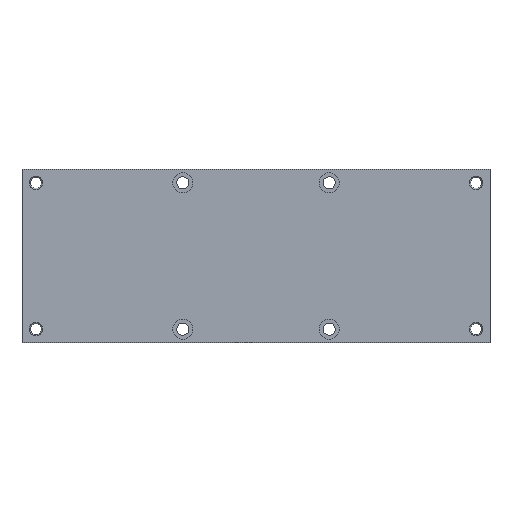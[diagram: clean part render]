
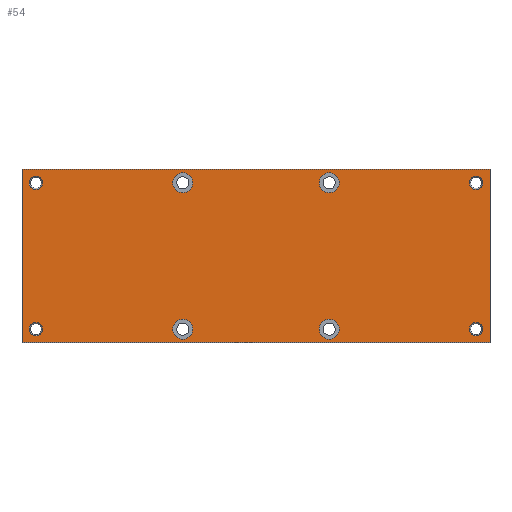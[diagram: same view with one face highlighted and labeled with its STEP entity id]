
A CAD part, top view. The second image highlights one B-rep face of the part: STEP entity #54.
In plain terms, the highlighted planar face has unit normal (0, 0, 1).
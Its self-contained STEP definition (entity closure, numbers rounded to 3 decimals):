
#54 = ADVANCED_FACE( '', ( #131, #132, #133, #134, #135, #136, #137, #138, #139 ), #140, .F. );
#131 = FACE_BOUND( '', #268, .T. );
#132 = FACE_BOUND( '', #269, .T. );
#133 = FACE_BOUND( '', #270, .T. );
#134 = FACE_BOUND( '', #271, .T. );
#135 = FACE_BOUND( '', #272, .T. );
#136 = FACE_BOUND( '', #273, .T. );
#137 = FACE_BOUND( '', #274, .T. );
#138 = FACE_BOUND( '', #275, .T. );
#139 = FACE_OUTER_BOUND( '', #276, .T. );
#140 = PLANE( '', #277 );
#268 = EDGE_LOOP( '', ( #399 ) );
#269 = EDGE_LOOP( '', ( #400 ) );
#270 = EDGE_LOOP( '', ( #401 ) );
#271 = EDGE_LOOP( '', ( #402 ) );
#272 = EDGE_LOOP( '', ( #403 ) );
#273 = EDGE_LOOP( '', ( #404 ) );
#274 = EDGE_LOOP( '', ( #405 ) );
#275 = EDGE_LOOP( '', ( #406 ) );
#276 = EDGE_LOOP( '', ( #407, #408, #409, #410 ) );
#277 = AXIS2_PLACEMENT_3D( '', #411, #412, #413 );
#399 = ORIENTED_EDGE( '', *, *, #607, .T. );
#400 = ORIENTED_EDGE( '', *, *, #608, .F. );
#401 = ORIENTED_EDGE( '', *, *, #609, .F. );
#402 = ORIENTED_EDGE( '', *, *, #610, .T. );
#403 = ORIENTED_EDGE( '', *, *, #611, .T. );
#404 = ORIENTED_EDGE( '', *, *, #612, .F. );
#405 = ORIENTED_EDGE( '', *, *, #613, .F. );
#406 = ORIENTED_EDGE( '', *, *, #614, .T. );
#407 = ORIENTED_EDGE( '', *, *, #615, .F. );
#408 = ORIENTED_EDGE( '', *, *, #616, .F. );
#409 = ORIENTED_EDGE( '', *, *, #617, .F. );
#410 = ORIENTED_EDGE( '', *, *, #618, .F. );
#411 = CARTESIAN_POINT( '', ( -211., 78., 15.5 ) );
#412 = DIRECTION( '', ( 0., 0., -1. ) );
#413 = DIRECTION( '', ( 0., 1., 0. ) );
#607 = EDGE_CURVE( '', #681, #681, #682, .T. );
#608 = EDGE_CURVE( '', #683, #683, #684, .T. );
#609 = EDGE_CURVE( '', #685, #685, #686, .T. );
#610 = EDGE_CURVE( '', #687, #687, #688, .T. );
#611 = EDGE_CURVE( '', #689, #689, #690, .T. );
#612 = EDGE_CURVE( '', #691, #691, #692, .T. );
#613 = EDGE_CURVE( '', #693, #693, #694, .T. );
#614 = EDGE_CURVE( '', #695, #695, #696, .T. );
#615 = EDGE_CURVE( '', #697, #698, #699, .T. );
#616 = EDGE_CURVE( '', #700, #697, #701, .T. );
#617 = EDGE_CURVE( '', #702, #700, #703, .T. );
#618 = EDGE_CURVE( '', #698, #702, #704, .T. );
#681 = VERTEX_POINT( '', #795 );
#682 = CIRCLE( '', #796, 9. );
#683 = VERTEX_POINT( '', #797 );
#684 = CIRCLE( '', #798, 9. );
#685 = VERTEX_POINT( '', #799 );
#686 = CIRCLE( '', #800, 9. );
#687 = VERTEX_POINT( '', #801 );
#688 = CIRCLE( '', #802, 9. );
#689 = VERTEX_POINT( '', #803 );
#690 = CIRCLE( '', #804, 6. );
#691 = VERTEX_POINT( '', #805 );
#692 = CIRCLE( '', #806, 6. );
#693 = VERTEX_POINT( '', #807 );
#694 = CIRCLE( '', #808, 6. );
#695 = VERTEX_POINT( '', #809 );
#696 = CIRCLE( '', #810, 6. );
#697 = VERTEX_POINT( '', #811 );
#698 = VERTEX_POINT( '', #812 );
#699 = LINE( '', #813, #814 );
#700 = VERTEX_POINT( '', #815 );
#701 = LINE( '', #816, #817 );
#702 = VERTEX_POINT( '', #818 );
#703 = LINE( '', #819, #820 );
#704 = LINE( '', #821, #822 );
#795 = CARTESIAN_POINT( '', ( -75., -66., 15.5 ) );
#796 = AXIS2_PLACEMENT_3D( '', #920, #921, #922 );
#797 = CARTESIAN_POINT( '', ( 75., -66., 15.5 ) );
#798 = AXIS2_PLACEMENT_3D( '', #923, #924, #925 );
#799 = CARTESIAN_POINT( '', ( -75., 66., 15.5 ) );
#800 = AXIS2_PLACEMENT_3D( '', #926, #927, #928 );
#801 = CARTESIAN_POINT( '', ( 75., 66., 15.5 ) );
#802 = AXIS2_PLACEMENT_3D( '', #929, #930, #931 );
#803 = CARTESIAN_POINT( '', ( -204.5, -66., 15.5 ) );
#804 = AXIS2_PLACEMENT_3D( '', #932, #933, #934 );
#805 = CARTESIAN_POINT( '', ( 204.5, -66., 15.5 ) );
#806 = AXIS2_PLACEMENT_3D( '', #935, #936, #937 );
#807 = CARTESIAN_POINT( '', ( -204.5, 66., 15.5 ) );
#808 = AXIS2_PLACEMENT_3D( '', #938, #939, #940 );
#809 = CARTESIAN_POINT( '', ( 204.5, 66., 15.5 ) );
#810 = AXIS2_PLACEMENT_3D( '', #941, #942, #943 );
#811 = CARTESIAN_POINT( '', ( -211., -78., 15.5 ) );
#812 = CARTESIAN_POINT( '', ( -211., 78., 15.5 ) );
#813 = CARTESIAN_POINT( '', ( -211., -78., 15.5 ) );
#814 = VECTOR( '', #944, 1000. );
#815 = CARTESIAN_POINT( '', ( 211., -78., 15.5 ) );
#816 = CARTESIAN_POINT( '', ( 211., -78., 15.5 ) );
#817 = VECTOR( '', #945, 1000. );
#818 = CARTESIAN_POINT( '', ( 211., 78., 15.5 ) );
#819 = CARTESIAN_POINT( '', ( 211., 78., 15.5 ) );
#820 = VECTOR( '', #946, 1000. );
#821 = CARTESIAN_POINT( '', ( -211., 78., 15.5 ) );
#822 = VECTOR( '', #947, 1000. );
#920 = CARTESIAN_POINT( '', ( -66., -66., 15.5 ) );
#921 = DIRECTION( '', ( 0., 0., -1. ) );
#922 = DIRECTION( '', ( -1., 0., 0. ) );
#923 = CARTESIAN_POINT( '', ( 66., -66., 15.5 ) );
#924 = DIRECTION( '', ( 0., 0., 1. ) );
#925 = DIRECTION( '', ( 1., 0., 0. ) );
#926 = CARTESIAN_POINT( '', ( -66., 66., 15.5 ) );
#927 = DIRECTION( '', ( 0., 0., 1. ) );
#928 = DIRECTION( '', ( -1., 0., 0. ) );
#929 = CARTESIAN_POINT( '', ( 66., 66., 15.5 ) );
#930 = DIRECTION( '', ( 0., 0., -1. ) );
#931 = DIRECTION( '', ( 1., 0., 0. ) );
#932 = CARTESIAN_POINT( '', ( -198.5, -66., 15.5 ) );
#933 = DIRECTION( '', ( 0., 0., -1. ) );
#934 = DIRECTION( '', ( -1., 0., 0. ) );
#935 = CARTESIAN_POINT( '', ( 198.5, -66., 15.5 ) );
#936 = DIRECTION( '', ( 0., 0., 1. ) );
#937 = DIRECTION( '', ( 1., 0., 0. ) );
#938 = CARTESIAN_POINT( '', ( -198.5, 66., 15.5 ) );
#939 = DIRECTION( '', ( 0., 0., 1. ) );
#940 = DIRECTION( '', ( -1., 0., 0. ) );
#941 = CARTESIAN_POINT( '', ( 198.5, 66., 15.5 ) );
#942 = DIRECTION( '', ( 0., 0., -1. ) );
#943 = DIRECTION( '', ( 1., 0., 0. ) );
#944 = DIRECTION( '', ( 0., 1., 0. ) );
#945 = DIRECTION( '', ( -1., 0., 0. ) );
#946 = DIRECTION( '', ( 0., -1., 0. ) );
#947 = DIRECTION( '', ( 1., 0., 0. ) );
